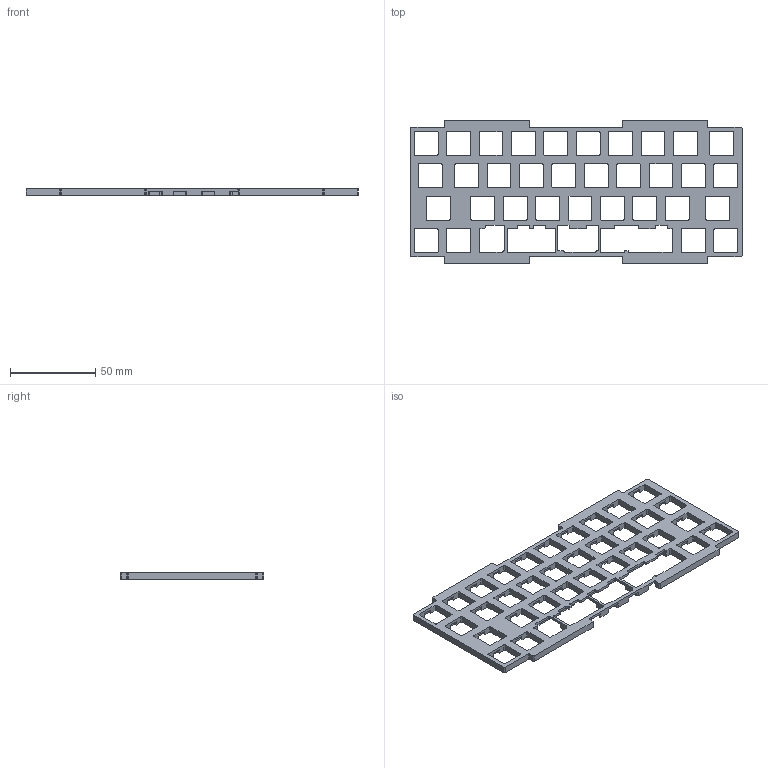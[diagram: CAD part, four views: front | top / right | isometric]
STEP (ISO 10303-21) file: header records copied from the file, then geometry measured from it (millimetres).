
FILE_DESCRIPTION(/* description */ (''),/* implementation_level */ '2;1');
FILE_NAME(/* name */ 'Universal Plate 4mm.step',/* time_stamp */ '2023-12-10T12:23:43+01:00',/* author */ (''),/* organization */ (''),/* preprocessor_version */ 'ST-DEVELOPER v20',/* originating_system */ 'Autodesk Translation Framework v12.14.0.127',/* authorisation */ '');
FILE_SCHEMA (('AUTOMOTIVE_DESIGN { 1 0 10303 214 3 1 1 }'));
Length unit declared in the file: millimetre
Products named in the file (1): Universal Plate
Bounding box: 195.26 x 84.2 x 4 mm (x, y, z)
Volume: 27839.8 mm3; surface area: 26291.8 mm2
Topology: 1 solids, 1 shells, 730 faces, 2213 edges, 1475 vertices
Faces by surface type: plane 496, cylinder 234
Entity records: 24925 total; most frequent: ORIENTED_EDGE 4426, CARTESIAN_POINT 4419, DIRECTION 4143, EDGE_CURVE 2213, LINE 1745, VECTOR 1745, VERTEX_POINT 1475, AXIS2_PLACEMENT_3D 1199
